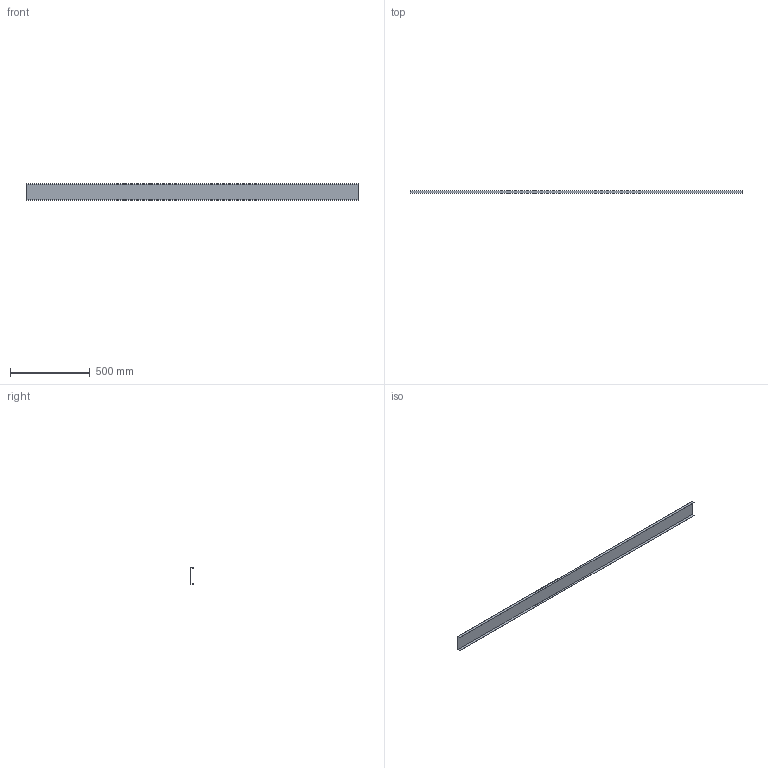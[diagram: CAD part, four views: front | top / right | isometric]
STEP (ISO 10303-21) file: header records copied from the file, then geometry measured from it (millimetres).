
FILE_DESCRIPTION (( 'STEP AP203' ), '1' );
FILE_NAME ('CLP1K-100-1-2 Êðûøêà íà ëîòîê îñí. 100 ìì. äëèíà (2 ìåòðà).STEP', '2016-03-14T08:16:46', ( '' ), ( '' ), 'SwSTEP 2.0', 'SolidWorks 2014', '' );
FILE_SCHEMA (( 'CONFIG_CONTROL_DESIGN' ));
Length unit declared in the file: millimetre
Products named in the file (1): CLP1K-100-1-2 Êðûøêà íà ëîòîê îñí. 100 ìì. äëèíà (2 ìåòðà)
Bounding box: 2085 x 16.85 x 101.4 mm (x, y, z)
Volume: 195135.2 mm3; surface area: 560635.2 mm2
Topology: 1 solids, 1 shells, 10 faces, 24 edges, 16 vertices
Faces by surface type: plane 10
Entity records: 365 total; most frequent: CARTESIAN_POINT 51, ORIENTED_EDGE 48, DIRECTION 46, LINE 24, VECTOR 24, EDGE_CURVE 24, VERTEX_POINT 16, AXIS2_PLACEMENT_3D 11
